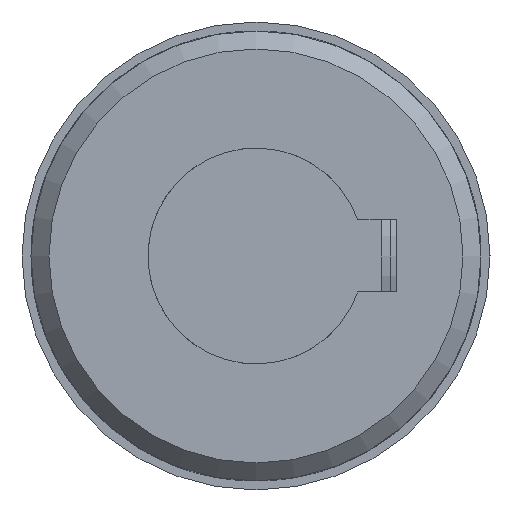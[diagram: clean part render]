
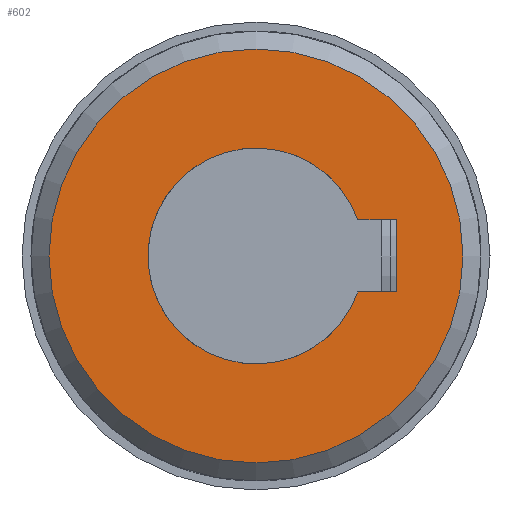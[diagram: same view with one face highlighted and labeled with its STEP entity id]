
A CAD part, left-side view. The second image highlights one B-rep face of the part: STEP entity #602.
In plain terms, the highlighted planar face has unit normal (-1, 0, 0).
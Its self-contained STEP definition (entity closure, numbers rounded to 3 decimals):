
#602 = ADVANCED_FACE( '', ( #1192, #1193 ), #1194, .T. );
#1192 = FACE_BOUND( '', #1774, .T. );
#1193 = FACE_OUTER_BOUND( '', #1775, .T. );
#1194 = PLANE( '', #1776 );
#1774 = EDGE_LOOP( '', ( #3188, #3189, #3190, #3191 ) );
#1775 = EDGE_LOOP( '', ( #3192 ) );
#1776 = AXIS2_PLACEMENT_3D( '', #3193, #3194, #3195 );
#3188 = ORIENTED_EDGE( '', *, *, #3417, .T. );
#3189 = ORIENTED_EDGE( '', *, *, #3908, .T. );
#3190 = ORIENTED_EDGE( '', *, *, #3868, .T. );
#3191 = ORIENTED_EDGE( '', *, *, #3660, .T. );
#3192 = ORIENTED_EDGE( '', *, *, #3461, .F. );
#3193 = CARTESIAN_POINT( '', ( 0., 11.5, 0. ) );
#3194 = DIRECTION( '', ( -1., 0., 0. ) );
#3195 = DIRECTION( '', ( 0., 0., 1. ) );
#3417 = EDGE_CURVE( '', #4041, #4039, #4042, .T. );
#3461 = EDGE_CURVE( '', #4117, #4117, #4118, .T. );
#3660 = EDGE_CURVE( '', #4443, #4041, #4444, .T. );
#3868 = EDGE_CURVE( '', #4730, #4443, #4731, .T. );
#3908 = EDGE_CURVE( '', #4039, #4730, #4774, .T. );
#4039 = VERTEX_POINT( '', #5112 );
#4041 = VERTEX_POINT( '', #5115 );
#4042 = LINE( '', #5116, #5117 );
#4117 = VERTEX_POINT( '', #5240 );
#4118 = CIRCLE( '', #5241, 11.5 );
#4443 = VERTEX_POINT( '', #6049 );
#4444 = LINE( '', #6050, #6051 );
#4730 = VERTEX_POINT( '', #6673 );
#4731 = LINE( '', #6674, #6675 );
#4774 = CIRCLE( '', #6797, 6. );
#5112 = CARTESIAN_POINT( '', ( 0., 2., -5.657 ) );
#5115 = CARTESIAN_POINT( '', ( 0., 2., -7.8 ) );
#5116 = CARTESIAN_POINT( '', ( 0., 2., -7.8 ) );
#5117 = VECTOR( '', #6900, 1000. );
#5240 = CARTESIAN_POINT( '', ( 0., 0., -11.5 ) );
#5241 = AXIS2_PLACEMENT_3D( '', #6954, #6955, #6956 );
#6049 = CARTESIAN_POINT( '', ( 0., -2., -7.8 ) );
#6050 = CARTESIAN_POINT( '', ( 0., -2., -7.8 ) );
#6051 = VECTOR( '', #7216, 1000. );
#6673 = CARTESIAN_POINT( '', ( 0., -2., -5.657 ) );
#6674 = CARTESIAN_POINT( '', ( 0., -2., 0. ) );
#6675 = VECTOR( '', #7492, 1000. );
#6797 = AXIS2_PLACEMENT_3D( '', #7515, #7516, #7517 );
#6900 = DIRECTION( '', ( 0., 0., 1. ) );
#6954 = CARTESIAN_POINT( '', ( 0., 0., 0. ) );
#6955 = DIRECTION( '', ( 1., 0., 0. ) );
#6956 = DIRECTION( '', ( 0., 0., -1. ) );
#7216 = DIRECTION( '', ( 0., 1., 0. ) );
#7492 = DIRECTION( '', ( 0., 0., -1. ) );
#7515 = CARTESIAN_POINT( '', ( 0., 0., 0. ) );
#7516 = DIRECTION( '', ( 1., 0., 0. ) );
#7517 = DIRECTION( '', ( 0., 0., -1. ) );
